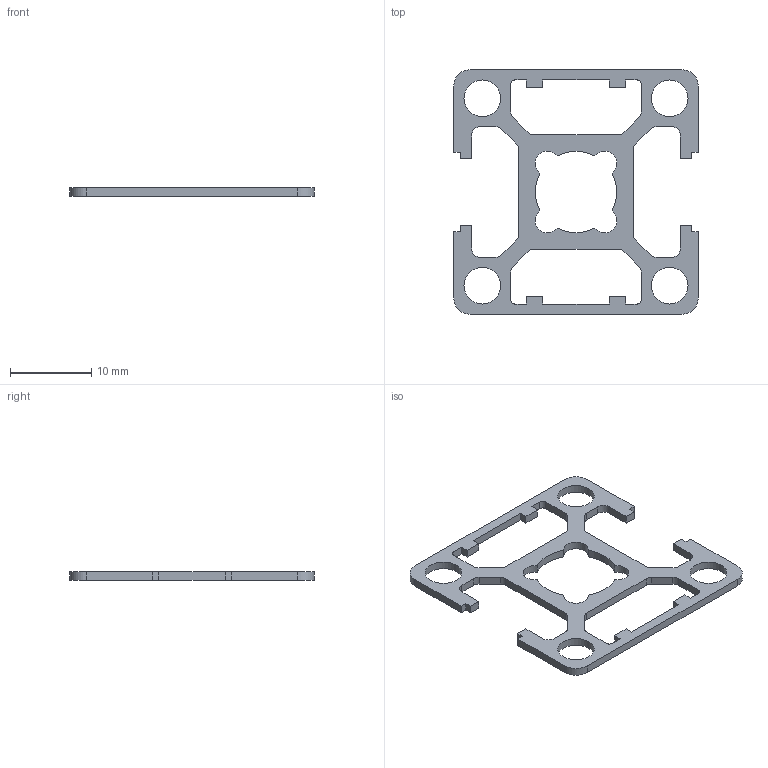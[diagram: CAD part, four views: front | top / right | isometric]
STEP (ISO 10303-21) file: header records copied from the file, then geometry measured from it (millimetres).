
FILE_DESCRIPTION(/* description */ ('Profilo 30x30 2 lati chiusi paralleli'),/* implementation_level */ '2;1');
FILE_NAME(/* name */ 'PG3030B.stp',/* time_stamp */ '2019-11-19T15:22:32+01:00',/* author */ ('daniele.berto'),/* organization */ (''),/* preprocessor_version */ 'ST-DEVELOPER v17.2',/* originating_system */ 'Autodesk Inventor 2019',/* authorisation */ '');
FILE_SCHEMA (('CONFIG_CONTROL_DESIGN','AUTOMOTIVE_DESIGN { 1 0 10303 214 3 1 1 }'));
Length unit declared in the file: millimetre
Products named in the file (1): PG3030B---1,0
Bounding box: 30 x 30 x 1 mm (x, y, z)
Volume: 331.5 mm3; surface area: 1023.3 mm2
Topology: 1 solids, 1 shells, 102 faces, 300 edges, 200 vertices
Faces by surface type: plane 62, cylinder 40
Full cylindrical faces by diameter (mm): 4.5 x4
Entity records: 3473 total; most frequent: CARTESIAN_POINT 603, ORIENTED_EDGE 600, DIRECTION 586, EDGE_CURVE 300, LINE 220, VECTOR 220, VERTEX_POINT 200, AXIS2_PLACEMENT_3D 183
